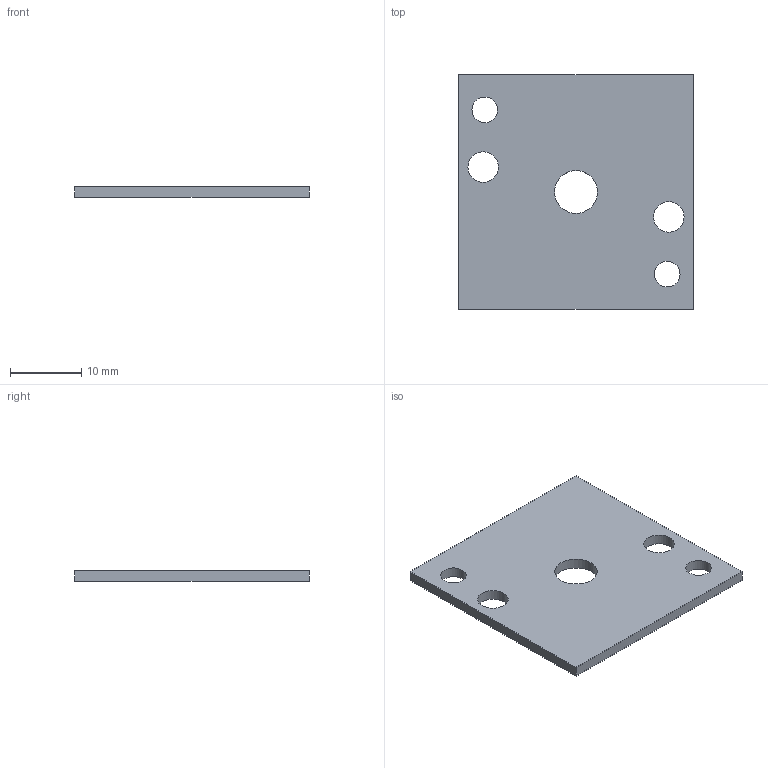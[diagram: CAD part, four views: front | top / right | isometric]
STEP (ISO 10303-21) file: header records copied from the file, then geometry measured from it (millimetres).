
FILE_DESCRIPTION(/* description */ (''),/* implementation_level */ '2;1');
FILE_NAME(/* name */ '101523.1405.000.stp',/* time_stamp */ '2017-01-16T09:06:29+01:00',/* author */ (''),/* organization */ (''),/* preprocessor_version */ 'ST-DEVELOPER v11',/* originating_system */ 'SIEMENS PLM Software NX 7.5',/* authorisation */ '');
FILE_SCHEMA (('CONFIG_CONTROL_DESIGN'));
Length unit declared in the file: millimetre
Products named in the file (2): 101523.1405.000_0
Assembly tree (1 placements, depth 2):
  101523.1405.000_0
    101523.1405.000_0
Bounding box: 33 x 33 x 1.5 mm (x, y, z)
Volume: 1517 mm3; surface area: 2323.4 mm2
Topology: 1 solids, 1 shells, 11 faces, 30 edges, 21 vertices
Faces by surface type: plane 6, cylinder 5
Full cylindrical faces by diameter (mm): 3.6 x2, 4.3 x2, 6 x1
Entity records: 525 total; most frequent: DIRECTION 58, CARTESIAN_POINT 53, ORIENTED_EDGE 44, EDGE_LOOP 26, AXIS2_PLACEMENT_3D 23, FACE_BOUND 22, EDGE_CURVE 22, VERTEX_POINT 18
